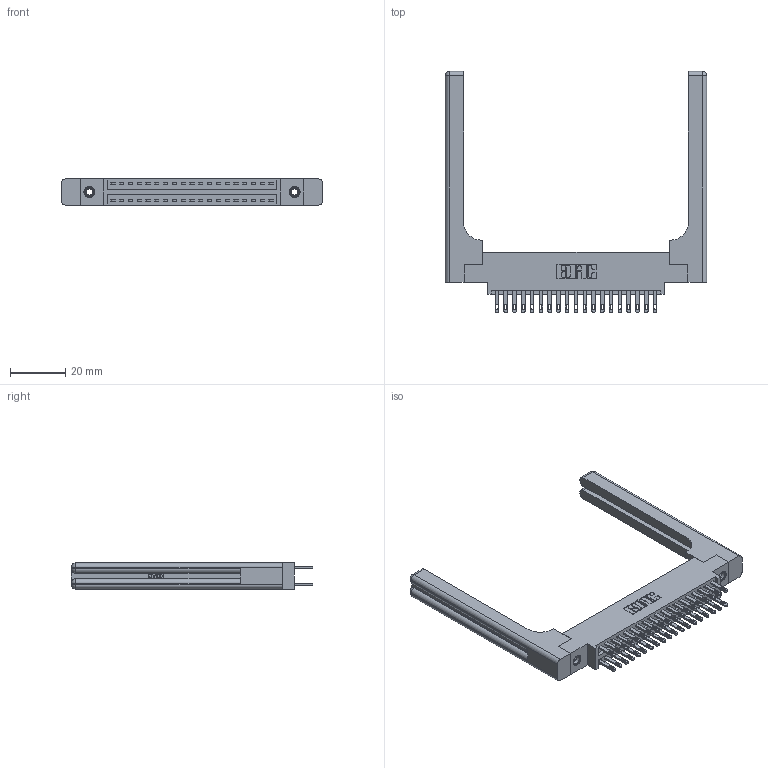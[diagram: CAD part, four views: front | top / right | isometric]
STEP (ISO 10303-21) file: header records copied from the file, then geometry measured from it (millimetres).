
FILE_DESCRIPTION (( 'STEP AP203' ), '1' );
FILE_NAME ('346-038-500-858.STEP', '2022-05-19T22:55:13', ( '' ), ( '' ), 'SwSTEP 2.0', 'SolidWorks 2020', '' );
FILE_SCHEMA (( 'CONFIG_CONTROL_DESIGN' ));
Length unit declared in the file: inch
Products named in the file (5): 346-038-500-858; 345-250-001_345-250-001-102; 345-292-001_345-293-100; 346 Part_0.170 Offset - 0.156 Dia-TH; 346-220-058_345-220-058
Assembly tree (43 placements, depth 2):
  346-038-500-858
    346 Part_0.170 Offset - 0.156 Dia-TH
    345-292-001_345-293-100  x38
    345-250-001_345-250-001-102  x2
    346-220-058_345-220-058  x2
Bounding box: 94.39 x 87.12 x 9.4 mm (x, y, z)
Volume: 16462.9 mm3; surface area: 17551.1 mm2
Topology: 43 solids, 43 shells, 2220 faces, 6629 edges, 4398 vertices
Faces by surface type: plane 1344, cylinder 816, bspline 36, cone 12, sphere 8, torus 4
Entity records: 21156 total; most frequent: CARTESIAN_POINT 4531, ORIENTED_EDGE 3260, DIRECTION 2978, EDGE_CURVE 1630, LINE 1326, VECTOR 1326, VERTEX_POINT 1078, AXIS2_PLACEMENT_3D 826
